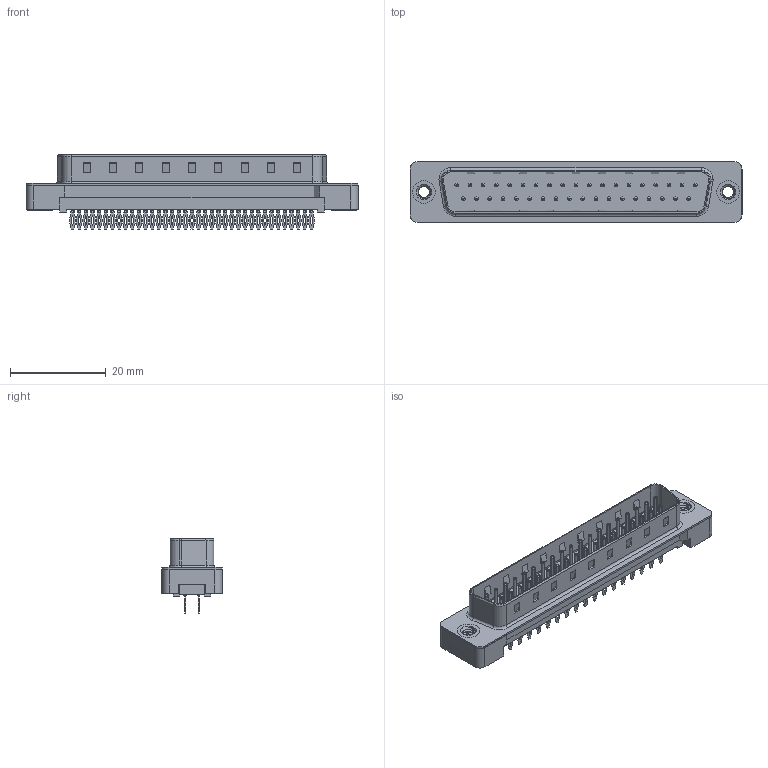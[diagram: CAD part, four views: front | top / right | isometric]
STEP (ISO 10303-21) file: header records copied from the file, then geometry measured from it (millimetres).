
FILE_DESCRIPTION (( 'STEP AP203' ), '1' );
FILE_NAME ('627-037-626-012.STEP', '2020-07-16T02:32:11', ( '' ), ( '' ), 'SwSTEP 2.0', 'SolidWorks 2020', '' );
FILE_SCHEMA (( 'CONFIG_CONTROL_DESIGN' ));
Length unit declared in the file: millimetre
Products named in the file (6): 627-037-626-012; 627 Plastic Body Housing_37 Contacts; 627 PB Contact Row 1_26; 627 PB Contact Row 2_26; 627 PB 4-40 Threaded Rivet; 627 PB Shell_37 Contacts
Assembly tree (41 placements, depth 2):
  627-037-626-012
    627 Plastic Body Housing_37 Contacts
    627 PB Shell_37 Contacts
    627 PB Contact Row 1_26  x19
    627 PB Contact Row 2_26  x18
    627 PB 4-40 Threaded Rivet  x2
Bounding box: 69.32 x 12.6 x 15.55 mm (x, y, z)
Volume: 3195.6 mm3; surface area: 7563.9 mm2
Topology: 41 solids, 41 shells, 2968 faces, 7765 edges, 4927 vertices
Faces by surface type: plane 1826, cylinder 848, bspline 154, torus 130, cone 10
Entity records: 31031 total; most frequent: CARTESIAN_POINT 7126, ORIENTED_EDGE 4622, DIRECTION 4608, EDGE_CURVE 2311, LINE 1694, VECTOR 1694, VERTEX_POINT 1502, AXIS2_PLACEMENT_3D 1457
